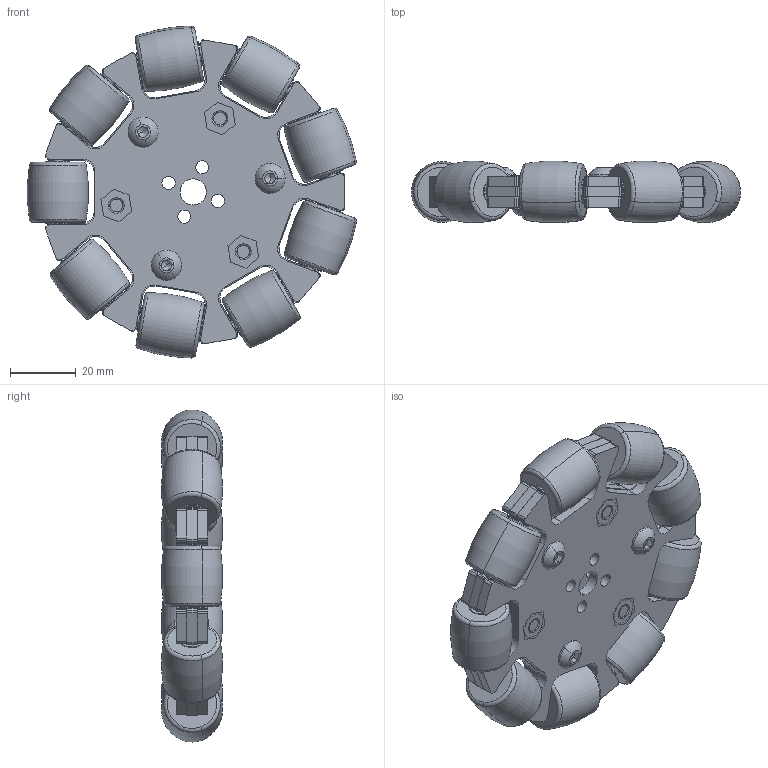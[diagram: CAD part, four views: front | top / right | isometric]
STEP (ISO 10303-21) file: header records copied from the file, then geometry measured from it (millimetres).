
FILE_DESCRIPTION (( 'STEP AP214' ), '1' );
FILE_NAME ('am-2948a 4 Aluminum Omni Round .STEP', '2021-05-24T20:01:23', ( '' ), ( '' ), 'SwSTEP 2.0', 'SolidWorks 2019', '' );
FILE_SCHEMA (( 'AUTOMOTIVE_DESIGN' ));
Length unit declared in the file: inch
Products named in the file (17): 4 Omni roller round; 4in Crown Roller Rubber Omni; am-2948a 4 Aluminum Omni Round ; 4 Aluminum Omni Inside Plate FTC; Bushing Omni; flush fastener_pmi_PEM F-032-1 ---C; 4 Aluminum Omni Outside Plate; Axel Omni; BHCS 10-32 x 0.375_SBHCSCREW 0.19-32x0.5-HX-C
Assembly tree (60 placements, depth 3):
  am-2948a 4 Aluminum Omni Round 
    4 Aluminum Omni Inside Plate FTC
    4 Aluminum Omni Outside Plate  x2
    4 Omni roller round
      4in Crown Roller Rubber Omni
      Bushing Omni  x2
      Axel Omni
    flush fastener_pmi_PEM F-032-1 ---C  x6
    BHCS 10-32 x 0.375_SBHCSCREW 0.19-32x0.5-HX-C  x6
    4 Omni roller round
      4in Crown Roller Rubber Omni
      Bushing Omni  x2
      Axel Omni
    4 Omni roller round
      4in Crown Roller Rubber Omni
      Bushing Omni  x2
      Axel Omni
    4 Omni roller round
      4in Crown Roller Rubber Omni
      Bushing Omni  x2
      Axel Omni
    4 Omni roller round
      4in Crown Roller Rubber Omni
      Bushing Omni  x2
      Axel Omni
    4 Omni roller round
      4in Crown Roller Rubber Omni
      Bushing Omni  x2
      Axel Omni
    4 Omni roller round
      4in Crown Roller Rubber Omni
      Bushing Omni  x2
      Axel Omni
    4 Omni roller round
      4in Crown Roller Rubber Omni
      Bushing Omni  x2
      Axel Omni
    4 Omni roller round
      4in Crown Roller Rubber Omni
      Bushing Omni  x2
      Axel Omni
Bounding box: 100.38 x 18.56 x 101.27 mm (x, y, z)
Volume: 77946.3 mm3; surface area: 52666.9 mm2
Topology: 51 solids, 51 shells, 1263 faces, 3081 edges, 1944 vertices
Faces by surface type: cylinder 519, plane 474, torus 198, cone 60, sphere 12
Entity records: 16558 total; most frequent: DIRECTION 2940, CARTESIAN_POINT 2758, ORIENTED_EDGE 2668, EDGE_CURVE 1334, AXIS2_PLACEMENT_3D 1059, VERTEX_POINT 877, LINE 822, VECTOR 822
